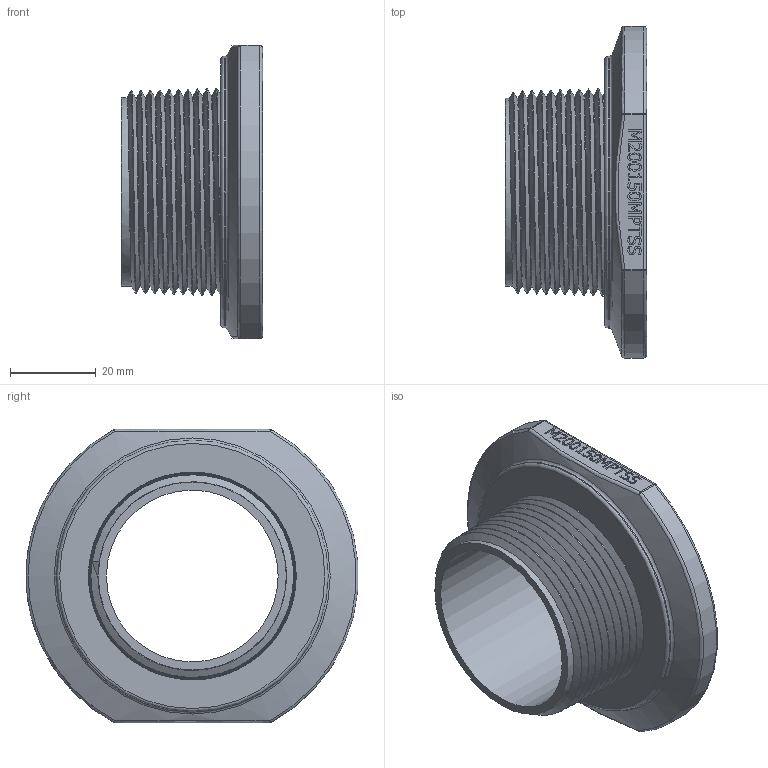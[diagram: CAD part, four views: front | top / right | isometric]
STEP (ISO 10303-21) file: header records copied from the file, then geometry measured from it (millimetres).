
FILE_DESCRIPTION((''),'2;1');
FILE_NAME('M200150MPTSS.stp','2013-03-13T14:25:06',('mclevenger'),(''),'Autodesk Inventor 2013','Autodesk Inventor 2013','');
FILE_SCHEMA(('AUTOMOTIVE_DESIGN { 1 0 10303 214 1 1 1 1 }'));
Length unit declared in the file: inch
Products named in the file (1): M200150MPTSS
Bounding box: 33.02 x 77.58 x 68.58 mm (x, y, z)
Volume: 34273 mm3; surface area: 18215.4 mm2
Topology: 1 solids, 1 shells, 318 faces, 844 edges, 547 vertices
Faces by surface type: plane 141, bspline 138, cone 13, cylinder 11, sphere 8, torus 7
Full cylindrical faces by diameter (mm): 40.132 x1, 55.499 x1, 63.5 x1
Entity records: 12709 total; most frequent: CARTESIAN_POINT 6067, ORIENTED_EDGE 1594, DIRECTION 901, EDGE_CURVE 797, VERTEX_POINT 527, VECTOR 471, LINE 471, EDGE_LOOP 346
